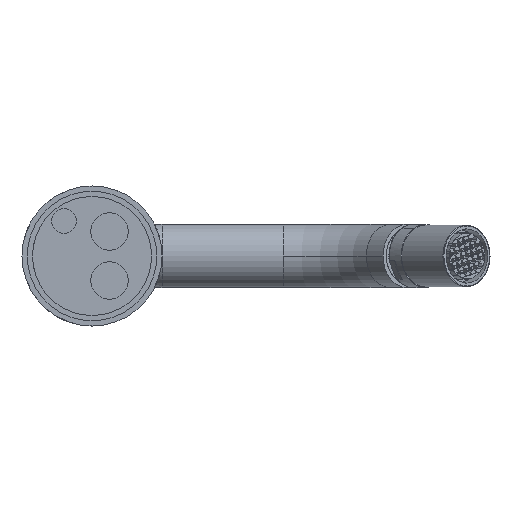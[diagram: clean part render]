
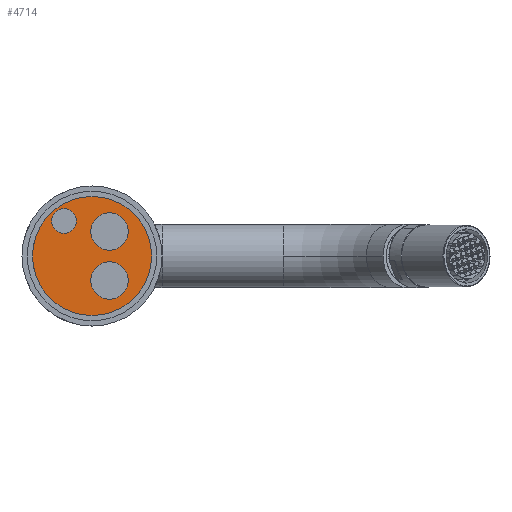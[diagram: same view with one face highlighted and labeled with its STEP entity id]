
A CAD part, front view. The second image highlights one B-rep face of the part: STEP entity #4714.
In plain terms, the highlighted planar face has unit normal (0, -1, 0).
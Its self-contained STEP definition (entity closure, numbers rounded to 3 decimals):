
#521 = CARTESIAN_POINT ( 'NONE',  ( -31.74, -20.867, 148.5 ) ) ;
#773 = AXIS2_PLACEMENT_3D ( 'NONE', #8599, #8571, #1032 ) ;
#1032 = DIRECTION ( 'NONE',  ( 0., 0., 1. ) ) ;
#1090 = CARTESIAN_POINT ( 'NONE',  ( -31.74, -20.867, 141.5 ) ) ;
#1403 = FACE_BOUND ( 'NONE', #2927, .T. ) ;
#1537 = VERTEX_POINT ( 'NONE', #1090 ) ;
#1544 = AXIS2_PLACEMENT_3D ( 'NONE', #8115, #8928, #1626 ) ;
#1626 = DIRECTION ( 'NONE',  ( 0., 0., -1. ) ) ;
#1634 = DIRECTION ( 'NONE',  ( 0., -1., 0. ) ) ;
#1708 = DIRECTION ( 'NONE',  ( 0., 0., 1. ) ) ;
#1775 = EDGE_CURVE ( 'NONE', #3568, #1537, #4518, .T. ) ;
#1808 = ORIENTED_EDGE ( 'NONE', *, *, #1775, .F. ) ;
#1887 = DIRECTION ( 'NONE',  ( 0., 0., -1. ) ) ;
#1970 = CARTESIAN_POINT ( 'NONE',  ( -18.74, -20.867, 128. ) ) ;
#2015 = EDGE_CURVE ( 'NONE', #1537, #3568, #4917, .T. ) ;
#2365 = ORIENTED_EDGE ( 'NONE', *, *, #7239, .F. ) ;
#2454 = DIRECTION ( 'NONE',  ( 0., 0., -1. ) ) ;
#2773 = EDGE_CURVE ( 'NONE', #5314, #6081, #7726, .T. ) ;
#2927 = EDGE_LOOP ( 'NONE', ( #10935, #4237 ) ) ;
#2932 = CARTESIAN_POINT ( 'NONE',  ( -18.74, -20.867, 133.35 ) ) ;
#2977 = EDGE_CURVE ( 'NONE', #9645, #5601, #7710, .T. ) ;
#3218 = AXIS2_PLACEMENT_3D ( 'NONE', #3391, #10998, #1708 ) ;
#3243 = DIRECTION ( 'NONE',  ( 0., -1., 0. ) ) ;
#3391 = CARTESIAN_POINT ( 'NONE',  ( -18.74, -20.867, 142. ) ) ;
#3461 = AXIS2_PLACEMENT_3D ( 'NONE', #10016, #1634, #2454 ) ;
#3568 = VERTEX_POINT ( 'NONE', #521 ) ;
#3810 = CIRCLE ( 'NONE', #5484, 5.35 ) ;
#4055 = DIRECTION ( 'NONE',  ( 0., 0., -1. ) ) ;
#4157 = CARTESIAN_POINT ( 'NONE',  ( -23.74, -20.867, 135. ) ) ;
#4174 = EDGE_CURVE ( 'NONE', #6081, #5314, #5004, .T. ) ;
#4237 = ORIENTED_EDGE ( 'NONE', *, *, #5967, .F. ) ;
#4415 = DIRECTION ( 'NONE',  ( 0., -1., 0. ) ) ;
#4518 = CIRCLE ( 'NONE', #1544, 3.5 ) ;
#4713 = FACE_OUTER_BOUND ( 'NONE', #8418, .T. ) ;
#4714 = ADVANCED_FACE ( 'NONE', ( #1403, #7229, #6152, #4713 ), #9217, .T. ) ;
#4904 = ORIENTED_EDGE ( 'NONE', *, *, #2015, .F. ) ;
#4917 = CIRCLE ( 'NONE', #5143, 3.5 ) ;
#5004 = CIRCLE ( 'NONE', #7597, 17. ) ;
#5122 = DIRECTION ( 'NONE',  ( 0., -1., 0. ) ) ;
#5143 = AXIS2_PLACEMENT_3D ( 'NONE', #9904, #3243, #4055 ) ;
#5221 = VERTEX_POINT ( 'NONE', #10062 ) ;
#5314 = VERTEX_POINT ( 'NONE', #7378 ) ;
#5484 = AXIS2_PLACEMENT_3D ( 'NONE', #7857, #8690, #1887 ) ;
#5601 = VERTEX_POINT ( 'NONE', #7905 ) ;
#5762 = DIRECTION ( 'NONE',  ( 0., -1., 0. ) ) ;
#5967 = EDGE_CURVE ( 'NONE', #5601, #9645, #9243, .T. ) ;
#5968 = CARTESIAN_POINT ( 'NONE',  ( -18.74, -20.867, 147.35 ) ) ;
#6081 = VERTEX_POINT ( 'NONE', #8056 ) ;
#6152 = FACE_BOUND ( 'NONE', #10565, .T. ) ;
#6419 = ORIENTED_EDGE ( 'NONE', *, *, #10969, .F. ) ;
#6627 = AXIS2_PLACEMENT_3D ( 'NONE', #1970, #4415, #7803 ) ;
#7229 = FACE_BOUND ( 'NONE', #7794, .T. ) ;
#7239 = EDGE_CURVE ( 'NONE', #8396, #5221, #7841, .T. ) ;
#7378 = CARTESIAN_POINT ( 'NONE',  ( -23.74, -20.867, 152. ) ) ;
#7597 = AXIS2_PLACEMENT_3D ( 'NONE', #10834, #5762, #8119 ) ;
#7710 = CIRCLE ( 'NONE', #773, 5.35 ) ;
#7726 = CIRCLE ( 'NONE', #3461, 17. ) ;
#7794 = EDGE_LOOP ( 'NONE', ( #4904, #1808 ) ) ;
#7803 = DIRECTION ( 'NONE',  ( 0., 0., -1. ) ) ;
#7841 = CIRCLE ( 'NONE', #6627, 5.35 ) ;
#7857 = CARTESIAN_POINT ( 'NONE',  ( -18.74, -20.867, 128. ) ) ;
#7905 = CARTESIAN_POINT ( 'NONE',  ( -18.74, -20.867, 136.65 ) ) ;
#8056 = CARTESIAN_POINT ( 'NONE',  ( -23.74, -20.867, 118. ) ) ;
#8115 = CARTESIAN_POINT ( 'NONE',  ( -31.74, -20.867, 145. ) ) ;
#8119 = DIRECTION ( 'NONE',  ( 0., 0., -1. ) ) ;
#8396 = VERTEX_POINT ( 'NONE', #2932 ) ;
#8418 = EDGE_LOOP ( 'NONE', ( #8694, #8570 ) ) ;
#8570 = ORIENTED_EDGE ( 'NONE', *, *, #2773, .T. ) ;
#8571 = DIRECTION ( 'NONE',  ( 0., -1., 0. ) ) ;
#8599 = CARTESIAN_POINT ( 'NONE',  ( -18.74, -20.867, 142. ) ) ;
#8690 = DIRECTION ( 'NONE',  ( 0., -1., 0. ) ) ;
#8694 = ORIENTED_EDGE ( 'NONE', *, *, #4174, .T. ) ;
#8928 = DIRECTION ( 'NONE',  ( 0., -1., 0. ) ) ;
#9179 = DIRECTION ( 'NONE',  ( 0., 0., -1. ) ) ;
#9217 = PLANE ( 'NONE',  #10350 ) ;
#9243 = CIRCLE ( 'NONE', #3218, 5.35 ) ;
#9645 = VERTEX_POINT ( 'NONE', #5968 ) ;
#9904 = CARTESIAN_POINT ( 'NONE',  ( -31.74, -20.867, 145. ) ) ;
#10016 = CARTESIAN_POINT ( 'NONE',  ( -23.74, -20.867, 135. ) ) ;
#10062 = CARTESIAN_POINT ( 'NONE',  ( -18.74, -20.867, 122.65 ) ) ;
#10350 = AXIS2_PLACEMENT_3D ( 'NONE', #4157, #5122, #9179 ) ;
#10565 = EDGE_LOOP ( 'NONE', ( #6419, #2365 ) ) ;
#10834 = CARTESIAN_POINT ( 'NONE',  ( -23.74, -20.867, 135. ) ) ;
#10935 = ORIENTED_EDGE ( 'NONE', *, *, #2977, .F. ) ;
#10969 = EDGE_CURVE ( 'NONE', #5221, #8396, #3810, .T. ) ;
#10998 = DIRECTION ( 'NONE',  ( 0., -1., 0. ) ) ;
